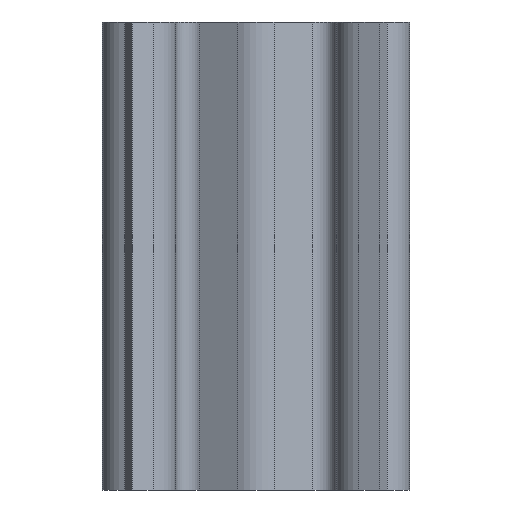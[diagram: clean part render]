
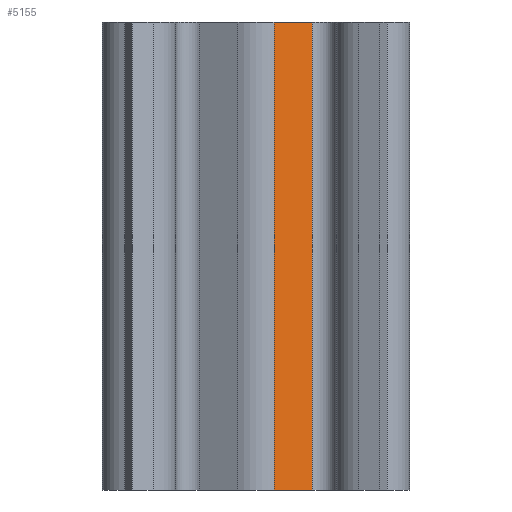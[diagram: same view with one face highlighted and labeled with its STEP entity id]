
A CAD part, front view. The second image highlights one B-rep face of the part: STEP entity #5155.
In plain terms, the highlighted planar face has unit normal (0.5, -0.866, 0).
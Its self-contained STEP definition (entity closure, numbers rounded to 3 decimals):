
#519=FACE_OUTER_BOUND('',#785,.T.);
#785=EDGE_LOOP('',(#3777,#3778,#3779,#3780));
#1167=LINE('',#8126,#1699);
#1168=LINE('',#8129,#1700);
#1169=LINE('',#8131,#1701);
#1170=LINE('',#8132,#1702);
#1699=VECTOR('',#6537,10.);
#1700=VECTOR('',#6540,10.);
#1701=VECTOR('',#6541,10.);
#1702=VECTOR('',#6542,10.);
#2229=VERTEX_POINT('',#8122);
#2230=VERTEX_POINT('',#8124);
#2231=VERTEX_POINT('',#8128);
#2232=VERTEX_POINT('',#8130);
#2871=EDGE_CURVE('',#2229,#2230,#1167,.T.);
#2872=EDGE_CURVE('',#2231,#2229,#1168,.T.);
#2873=EDGE_CURVE('',#2232,#2230,#1169,.T.);
#2874=EDGE_CURVE('',#2231,#2232,#1170,.T.);
#3777=ORIENTED_EDGE('',*,*,#2872,.T.);
#3778=ORIENTED_EDGE('',*,*,#2871,.T.);
#3779=ORIENTED_EDGE('',*,*,#2873,.F.);
#3780=ORIENTED_EDGE('',*,*,#2874,.F.);
#4963=PLANE('',#5553);
#5155=ADVANCED_FACE('',(#519),#4963,.T.);
#5553=AXIS2_PLACEMENT_3D('',#8127,#6538,#6539);
#6537=DIRECTION('',(0.,0.,1.));
#6538=DIRECTION('center_axis',(0.5,-0.866,0.));
#6539=DIRECTION('ref_axis',(0.866,0.5,0.));
#6540=DIRECTION('',(0.866,0.5,0.));
#6541=DIRECTION('',(0.866,0.5,0.));
#6542=DIRECTION('',(0.,0.,1.));
#8122=CARTESIAN_POINT('',(-0.639,126.02,0.));
#8124=CARTESIAN_POINT('',(-0.639,126.02,35.));
#8126=CARTESIAN_POINT('',(-0.639,126.02,0.));
#8127=CARTESIAN_POINT('Origin',(-3.489,124.374,0.));
#8128=CARTESIAN_POINT('',(-3.489,124.374,0.));
#8129=CARTESIAN_POINT('',(-3.489,124.374,0.));
#8130=CARTESIAN_POINT('',(-3.489,124.374,35.));
#8131=CARTESIAN_POINT('',(-3.489,124.374,35.));
#8132=CARTESIAN_POINT('',(-3.489,124.374,0.));
